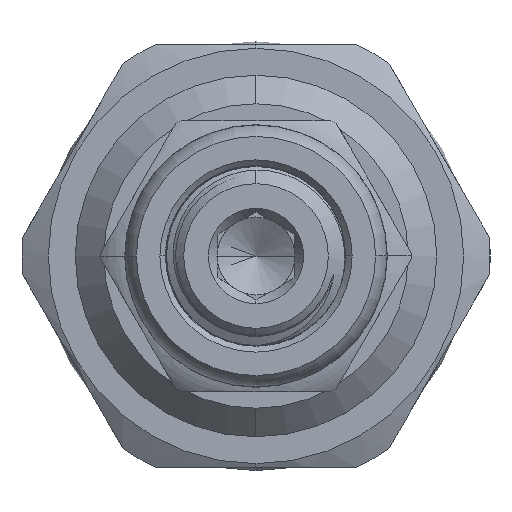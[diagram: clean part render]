
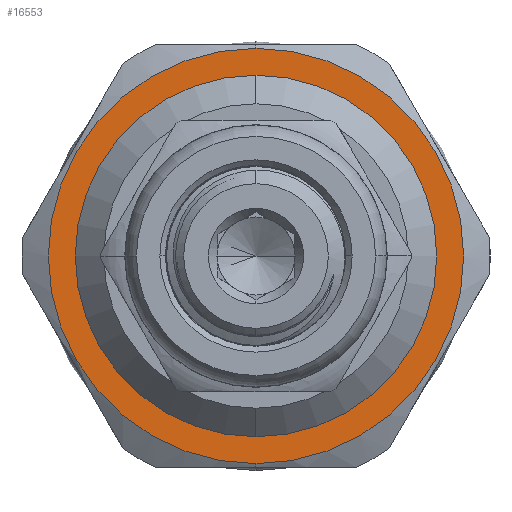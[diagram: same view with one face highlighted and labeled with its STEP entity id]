
A CAD part, left-side view. The second image highlights one B-rep face of the part: STEP entity #16553.
In plain terms, the highlighted planar face has unit normal (-1, 0, 0).
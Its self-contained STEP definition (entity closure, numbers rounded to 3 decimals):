
#337 = AXIS2_PLACEMENT_3D ( 'NONE', #15956, #17343, #14429 ) ;
#473 = CIRCLE ( 'NONE', #10265, 10.91 ) ;
#2241 = CARTESIAN_POINT ( 'NONE',  ( 12., 0., -9.5 ) ) ;
#3546 = CARTESIAN_POINT ( 'NONE',  ( 12., 0., 10.91 ) ) ;
#4231 = CARTESIAN_POINT ( 'NONE',  ( 12., 0., 9.5 ) ) ;
#5390 = VERTEX_POINT ( 'NONE', #2241 ) ;
#5527 = AXIS2_PLACEMENT_3D ( 'NONE', #18786, #14470, #11785 ) ;
#5609 = EDGE_CURVE ( 'NONE', #5390, #9568, #13279, .T. ) ;
#6363 = EDGE_LOOP ( 'NONE', ( #16370, #7433 ) ) ;
#7408 = FACE_OUTER_BOUND ( 'NONE', #6363, .T. ) ;
#7433 = ORIENTED_EDGE ( 'NONE', *, *, #9337, .T. ) ;
#7536 = CIRCLE ( 'NONE', #5527, 10.91 ) ;
#8611 = CIRCLE ( 'NONE', #337, 9.5 ) ;
#9337 = EDGE_CURVE ( 'NONE', #12074, #14227, #7536, .T. ) ;
#9568 = VERTEX_POINT ( 'NONE', #4231 ) ;
#9637 = DIRECTION ( 'NONE',  ( 1., 0., 0. ) ) ;
#9651 = DIRECTION ( 'NONE',  ( 0., 0., 1. ) ) ;
#10018 = CARTESIAN_POINT ( 'NONE',  ( 12., 0., 0. ) ) ;
#10265 = AXIS2_PLACEMENT_3D ( 'NONE', #10018, #17529, #16025 ) ;
#10666 = ORIENTED_EDGE ( 'NONE', *, *, #11304, .F. ) ;
#10781 = EDGE_CURVE ( 'NONE', #14227, #12074, #473, .T. ) ;
#11304 = EDGE_CURVE ( 'NONE', #9568, #5390, #8611, .T. ) ;
#11785 = DIRECTION ( 'NONE',  ( 0., 0., 1. ) ) ;
#12074 = VERTEX_POINT ( 'NONE', #3546 ) ;
#12687 = AXIS2_PLACEMENT_3D ( 'NONE', #16899, #9637, #16969 ) ;
#13279 = CIRCLE ( 'NONE', #17078, 9.5 ) ;
#14227 = VERTEX_POINT ( 'NONE', #16270 ) ;
#14429 = DIRECTION ( 'NONE',  ( 0., 0., 1. ) ) ;
#14470 = DIRECTION ( 'NONE',  ( -1., 0., 0. ) ) ;
#15449 = PLANE ( 'NONE',  #12687 ) ;
#15709 = CARTESIAN_POINT ( 'NONE',  ( 12., 0., 0. ) ) ;
#15956 = CARTESIAN_POINT ( 'NONE',  ( 12., 0., 0. ) ) ;
#16025 = DIRECTION ( 'NONE',  ( 0., 0., 1. ) ) ;
#16270 = CARTESIAN_POINT ( 'NONE',  ( 12., 0., -10.91 ) ) ;
#16370 = ORIENTED_EDGE ( 'NONE', *, *, #10781, .T. ) ;
#16521 = EDGE_LOOP ( 'NONE', ( #10666, #17581 ) ) ;
#16553 = ADVANCED_FACE ( 'NONE', ( #17405, #7408 ), #15449, .F. ) ;
#16899 = CARTESIAN_POINT ( 'NONE',  ( 12., 9.5, 0. ) ) ;
#16969 = DIRECTION ( 'NONE',  ( 0., 0., -1. ) ) ;
#17078 = AXIS2_PLACEMENT_3D ( 'NONE', #15709, #18496, #9651 ) ;
#17343 = DIRECTION ( 'NONE',  ( -1., 0., 0. ) ) ;
#17405 = FACE_BOUND ( 'NONE', #16521, .T. ) ;
#17529 = DIRECTION ( 'NONE',  ( -1., 0., 0. ) ) ;
#17581 = ORIENTED_EDGE ( 'NONE', *, *, #5609, .F. ) ;
#18496 = DIRECTION ( 'NONE',  ( -1., 0., 0. ) ) ;
#18786 = CARTESIAN_POINT ( 'NONE',  ( 12., 0., 0. ) ) ;
